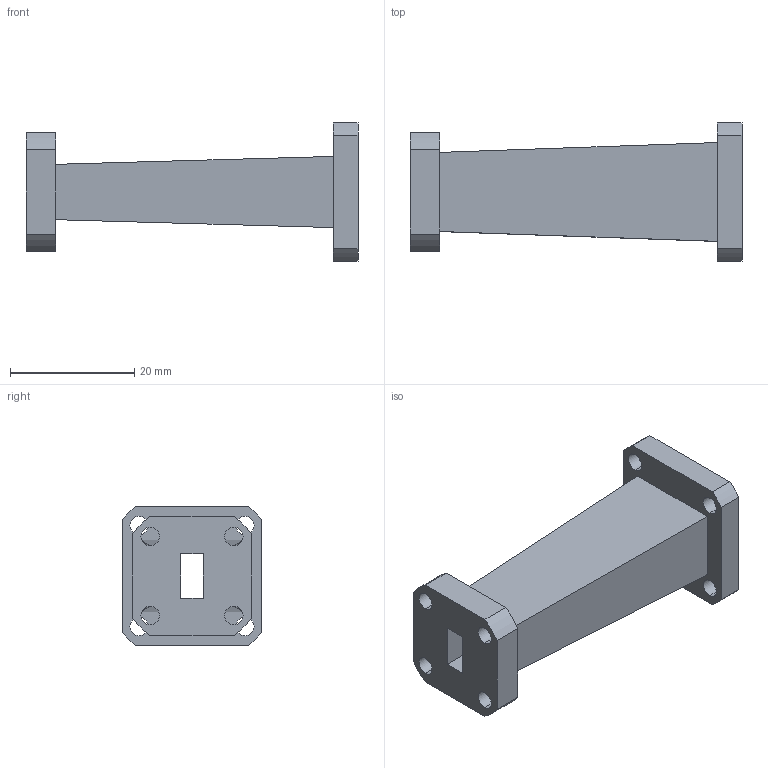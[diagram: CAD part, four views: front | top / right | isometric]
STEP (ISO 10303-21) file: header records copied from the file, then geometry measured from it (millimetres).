
FILE_DESCRIPTION (( 'STEP AP203' ), '1' );
FILE_NAME ('SMW28TS42001A_3D.STEP', '2022-03-31T10:37:20', ( '' ), ( '' ), 'SwSTEP 2.0', 'SolidWorks 2021', '' );
FILE_SCHEMA (( 'CONFIG_CONTROL_DESIGN' ));
Length unit declared in the file: inch
Products named in the file (1): SMW28TS42001A_3D
Bounding box: 53.34 x 22.23 x 22.23 mm (x, y, z)
Volume: 7982.2 mm3; surface area: 5732.6 mm2
Topology: 1 solids, 1 shells, 52 faces, 136 edges, 88 vertices
Faces by surface type: plane 28, cylinder 24
Entity records: 1727 total; most frequent: CARTESIAN_POINT 301, DIRECTION 282, ORIENTED_EDGE 272, EDGE_CURVE 136, AXIS2_PLACEMENT_3D 101, VERTEX_POINT 88, LINE 80, VECTOR 80
